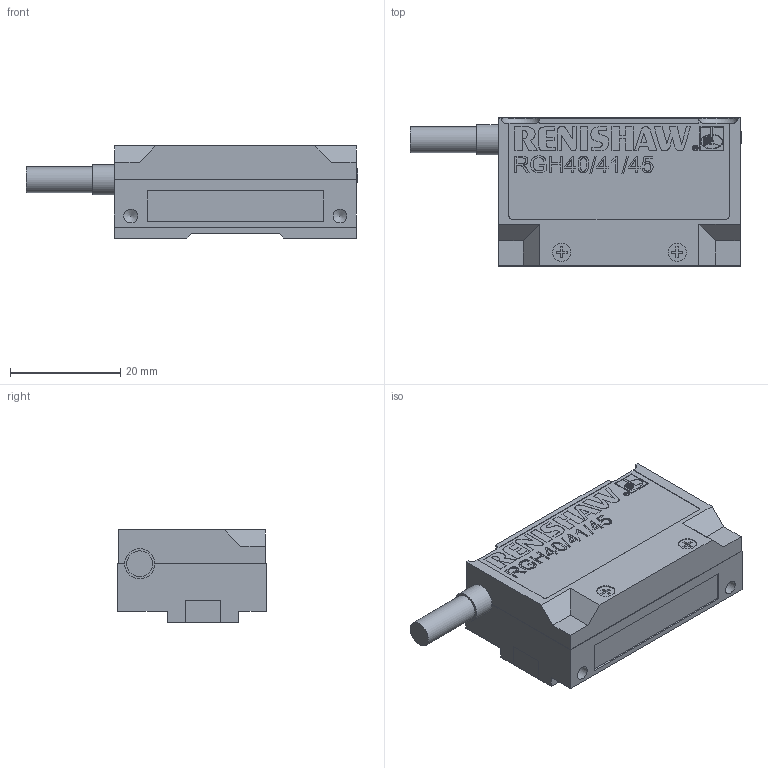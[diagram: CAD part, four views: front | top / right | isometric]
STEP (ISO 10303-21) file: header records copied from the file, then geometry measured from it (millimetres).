
FILE_DESCRIPTION(/* description */ (''),/* implementation_level */ '2;1');
FILE_NAME(/* name */ 'LA_9517_4805_02_A.stp',/* time_stamp */ '2013-04-09T09:22:25+01:00',/* author */ (''),/* organization */ (''),/* preprocessor_version */ 'ST-DEVELOPER v11',/* originating_system */ 'SIEMENS PLM Software NX 7.5',/* authorisation */ '');
FILE_SCHEMA (('AUTOMOTIVE_DESIGN { 1 0 10303 214 1 1 1 1 }'));
Length unit declared in the file: millimetre
Products named in the file (1): LA-9517-4805-02_A
Bounding box: 60.15 x 27 x 16.75 mm (x, y, z)
Volume: 17976.5 mm3; surface area: 5304 mm2
Topology: 1 solids, 1 shells, 471 faces, 1252 edges, 832 vertices
Faces by surface type: plane 350, extrusion 101, cylinder 14, cone 4, torus 2
Full cylindrical faces by diameter (mm): 2.5 x4, 3.3 x2, 4.7 x1, 5.5 x1
Entity records: 15274 total; most frequent: CARTESIAN_POINT 4093, ORIENTED_EDGE 2462, DIRECTION 1739, EDGE_CURVE 1231, VECTOR 931, LINE 830, VERTEX_POINT 827, EDGE_LOOP 532
